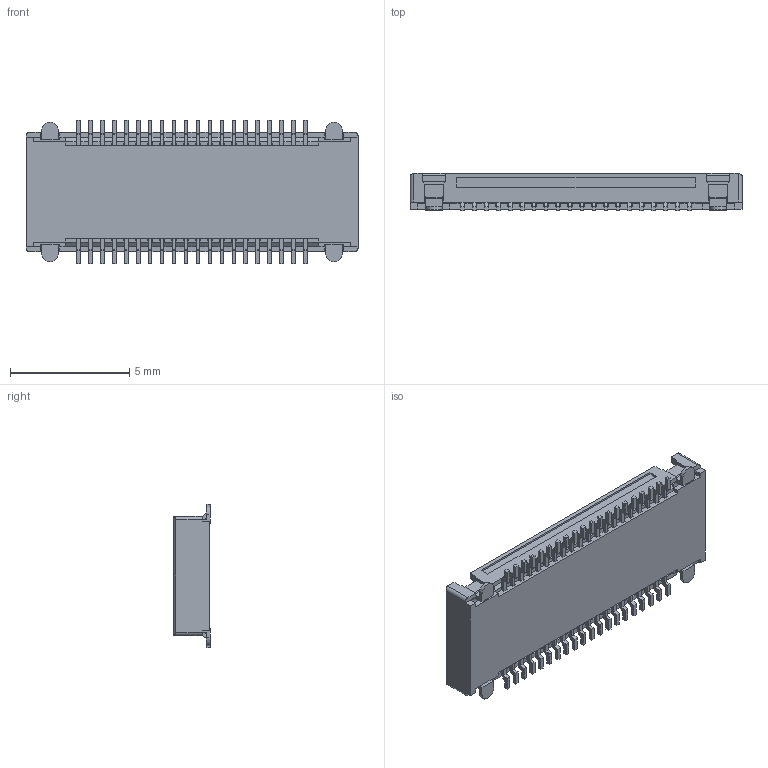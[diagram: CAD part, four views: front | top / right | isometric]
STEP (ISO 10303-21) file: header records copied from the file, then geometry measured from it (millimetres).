
FILE_DESCRIPTION((''),'2;1');
FILE_NAME('543630489','2018-07-10T',('akumar19'),(''),'PRO/ENGINEER BY PARAMETRIC TECHNOLOGY CORPORATION, 2012310','PRO/ENGINEER BY PARAMETRIC TECHNOLOGY CORPORATION, 2012310','');
FILE_SCHEMA(('CONFIG_CONTROL_DESIGN'));
Length unit declared in the file: millimetre
Products named in the file (1): 543630489
Bounding box: 13.9 x 1.55 x 6 mm (x, y, z)
Volume: 70.5 mm3; surface area: 426.9 mm2
Topology: 1 solids, 1 shells, 1572 faces, 5606 edges, 3720 vertices
Faces by surface type: plane 1554, cylinder 18
Entity records: 59305 total; most frequent: ORIENTED_EDGE 10860, CARTESIAN_POINT 10771, DIRECTION 8860, VECTOR 5482, LINE 5482, EDGE_CURVE 5430, VERTEX_POINT 3544, EDGE_LOOP 1736
